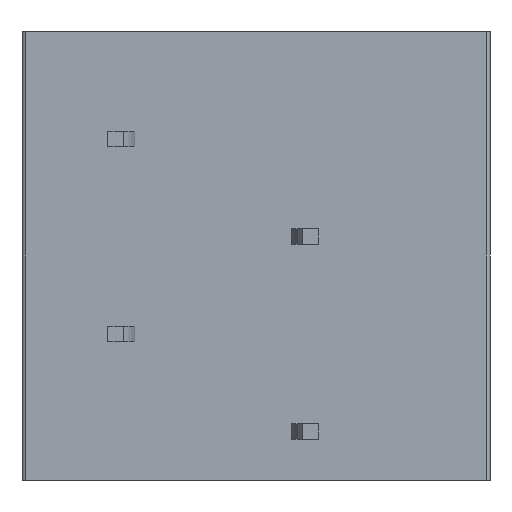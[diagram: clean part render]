
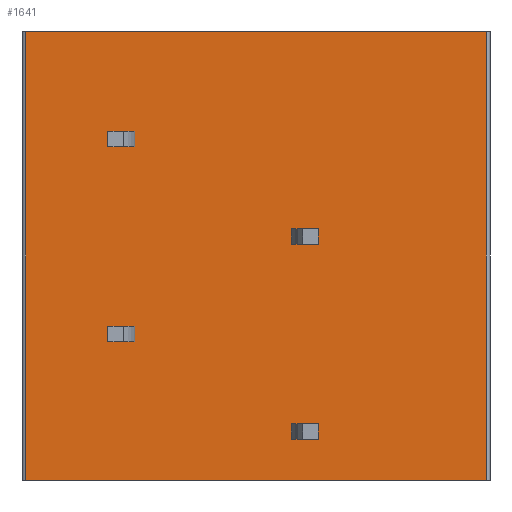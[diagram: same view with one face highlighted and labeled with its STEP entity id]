
A CAD part, front view. The second image highlights one B-rep face of the part: STEP entity #1641.
In plain terms, the highlighted planar face has unit normal (0, -1, 0).
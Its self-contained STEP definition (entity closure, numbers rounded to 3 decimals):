
#42=DIRECTION('',(1.,0.,0.));
#43=VECTOR('',#42,11.8);
#44=CARTESIAN_POINT('',(-5.9,-5.75,-8.75));
#45=LINE('',#44,#43);
#63=DIRECTION('',(0.,0.,-1.));
#64=VECTOR('',#63,11.5);
#65=CARTESIAN_POINT('',(5.9,-5.75,2.75));
#66=LINE('',#65,#64);
#67=DIRECTION('',(0.,0.,-1.));
#68=VECTOR('',#67,11.5);
#69=CARTESIAN_POINT('',(-5.9,-5.75,2.75));
#70=LINE('',#69,#68);
#71=DIRECTION('',(1.,0.,0.));
#72=VECTOR('',#71,0.4);
#73=CARTESIAN_POINT('',(-3.8,-5.75,-0.2));
#74=LINE('',#73,#72);
#75=DIRECTION('',(0.,0.,1.));
#76=VECTOR('',#75,0.4);
#77=CARTESIAN_POINT('',(-3.4,-5.75,-0.2));
#78=LINE('',#77,#76);
#79=DIRECTION('',(1.,0.,0.));
#80=VECTOR('',#79,0.4);
#81=CARTESIAN_POINT('',(-3.8,-5.75,0.2));
#82=LINE('',#81,#80);
#83=DIRECTION('',(0.,0.,1.));
#84=VECTOR('',#83,0.4);
#85=CARTESIAN_POINT('',(-3.8,-5.75,-0.2));
#86=LINE('',#85,#84);
#87=DIRECTION('',(1.,0.,0.));
#88=VECTOR('',#87,0.4);
#89=CARTESIAN_POINT('',(-3.8,-5.75,-5.2));
#90=LINE('',#89,#88);
#91=DIRECTION('',(0.,0.,1.));
#92=VECTOR('',#91,0.4);
#93=CARTESIAN_POINT('',(-3.4,-5.75,-5.2));
#94=LINE('',#93,#92);
#95=DIRECTION('',(1.,0.,0.));
#96=VECTOR('',#95,0.4);
#97=CARTESIAN_POINT('',(-3.8,-5.75,-4.8));
#98=LINE('',#97,#96);
#99=DIRECTION('',(0.,0.,1.));
#100=VECTOR('',#99,0.4);
#101=CARTESIAN_POINT('',(-3.8,-5.75,-5.2));
#102=LINE('',#101,#100);
#103=DIRECTION('',(1.,0.,0.));
#104=VECTOR('',#103,0.4);
#105=CARTESIAN_POINT('',(1.2,-5.75,-2.7));
#106=LINE('',#105,#104);
#107=DIRECTION('',(0.,0.,1.));
#108=VECTOR('',#107,0.4);
#109=CARTESIAN_POINT('',(1.6,-5.75,-2.7));
#110=LINE('',#109,#108);
#111=DIRECTION('',(1.,0.,0.));
#112=VECTOR('',#111,0.4);
#113=CARTESIAN_POINT('',(1.2,-5.75,-2.3));
#114=LINE('',#113,#112);
#115=DIRECTION('',(0.,0.,1.));
#116=VECTOR('',#115,0.4);
#117=CARTESIAN_POINT('',(1.2,-5.75,-2.7));
#118=LINE('',#117,#116);
#119=DIRECTION('',(1.,0.,0.));
#120=VECTOR('',#119,0.4);
#121=CARTESIAN_POINT('',(1.2,-5.75,-7.7));
#122=LINE('',#121,#120);
#123=DIRECTION('',(0.,0.,1.));
#124=VECTOR('',#123,0.4);
#125=CARTESIAN_POINT('',(1.6,-5.75,-7.7));
#126=LINE('',#125,#124);
#127=DIRECTION('',(1.,0.,0.));
#128=VECTOR('',#127,0.4);
#129=CARTESIAN_POINT('',(1.2,-5.75,-7.3));
#130=LINE('',#129,#128);
#131=DIRECTION('',(0.,0.,1.));
#132=VECTOR('',#131,0.4);
#133=CARTESIAN_POINT('',(1.2,-5.75,-7.7));
#134=LINE('',#133,#132);
#165=DIRECTION('',(1.,0.,0.));
#166=VECTOR('',#165,11.8);
#167=CARTESIAN_POINT('',(-5.9,-5.75,2.75));
#168=LINE('',#167,#166);
#1220=CARTESIAN_POINT('',(5.9,-5.75,-8.75));
#1222=VERTEX_POINT('',#1220);
#1223=CARTESIAN_POINT('',(5.9,-5.75,2.75));
#1224=VERTEX_POINT('',#1223);
#1251=CARTESIAN_POINT('',(-5.9,-5.75,-8.75));
#1253=VERTEX_POINT('',#1251);
#1257=CARTESIAN_POINT('',(-5.9,-5.75,2.75));
#1258=VERTEX_POINT('',#1257);
#1283=CARTESIAN_POINT('',(-3.8,-5.75,-0.2));
#1284=CARTESIAN_POINT('',(-3.4,-5.75,-0.2));
#1285=VERTEX_POINT('',#1283);
#1286=VERTEX_POINT('',#1284);
#1287=CARTESIAN_POINT('',(-3.8,-5.75,0.2));
#1288=CARTESIAN_POINT('',(-3.4,-5.75,0.2));
#1289=VERTEX_POINT('',#1287);
#1290=VERTEX_POINT('',#1288);
#1315=CARTESIAN_POINT('',(1.2,-5.75,-2.7));
#1316=CARTESIAN_POINT('',(1.6,-5.75,-2.7));
#1317=VERTEX_POINT('',#1315);
#1318=VERTEX_POINT('',#1316);
#1319=CARTESIAN_POINT('',(1.2,-5.75,-2.3));
#1320=CARTESIAN_POINT('',(1.6,-5.75,-2.3));
#1321=VERTEX_POINT('',#1319);
#1322=VERTEX_POINT('',#1320);
#1473=CARTESIAN_POINT('',(-3.8,-5.75,-5.2));
#1474=CARTESIAN_POINT('',(-3.4,-5.75,-5.2));
#1475=VERTEX_POINT('',#1473);
#1476=VERTEX_POINT('',#1474);
#1477=CARTESIAN_POINT('',(-3.8,-5.75,-4.8));
#1478=CARTESIAN_POINT('',(-3.4,-5.75,-4.8));
#1479=VERTEX_POINT('',#1477);
#1480=VERTEX_POINT('',#1478);
#1505=CARTESIAN_POINT('',(1.2,-5.75,-7.7));
#1506=CARTESIAN_POINT('',(1.6,-5.75,-7.7));
#1507=VERTEX_POINT('',#1505);
#1508=VERTEX_POINT('',#1506);
#1509=CARTESIAN_POINT('',(1.2,-5.75,-7.3));
#1510=CARTESIAN_POINT('',(1.6,-5.75,-7.3));
#1511=VERTEX_POINT('',#1509);
#1512=VERTEX_POINT('',#1510);
#1588=CARTESIAN_POINT('',(-6.,-5.75,-8.75));
#1589=DIRECTION('',(0.,-1.,0.));
#1590=DIRECTION('',(1.,0.,0.));
#1591=AXIS2_PLACEMENT_3D('',#1588,#1589,#1590);
#1592=PLANE('',#1591);
#1593=ORIENTED_EDGE('',*,*,#1580,.T.);
#1594=ORIENTED_EDGE('',*,*,#1536,.F.);
#1596=ORIENTED_EDGE('',*,*,#1595,.F.);
#1598=ORIENTED_EDGE('',*,*,#1597,.T.);
#1599=EDGE_LOOP('',(#1593,#1594,#1596,#1598));
#1600=FACE_OUTER_BOUND('',#1599,.F.);
#1602=ORIENTED_EDGE('',*,*,#1601,.T.);
#1604=ORIENTED_EDGE('',*,*,#1603,.T.);
#1606=ORIENTED_EDGE('',*,*,#1605,.F.);
#1608=ORIENTED_EDGE('',*,*,#1607,.F.);
#1609=EDGE_LOOP('',(#1602,#1604,#1606,#1608));
#1610=FACE_BOUND('',#1609,.F.);
#1612=ORIENTED_EDGE('',*,*,#1611,.T.);
#1614=ORIENTED_EDGE('',*,*,#1613,.T.);
#1616=ORIENTED_EDGE('',*,*,#1615,.F.);
#1618=ORIENTED_EDGE('',*,*,#1617,.F.);
#1619=EDGE_LOOP('',(#1612,#1614,#1616,#1618));
#1620=FACE_BOUND('',#1619,.F.);
#1622=ORIENTED_EDGE('',*,*,#1621,.T.);
#1624=ORIENTED_EDGE('',*,*,#1623,.T.);
#1626=ORIENTED_EDGE('',*,*,#1625,.F.);
#1628=ORIENTED_EDGE('',*,*,#1627,.F.);
#1629=EDGE_LOOP('',(#1622,#1624,#1626,#1628));
#1630=FACE_BOUND('',#1629,.F.);
#1632=ORIENTED_EDGE('',*,*,#1631,.T.);
#1634=ORIENTED_EDGE('',*,*,#1633,.T.);
#1636=ORIENTED_EDGE('',*,*,#1635,.F.);
#1638=ORIENTED_EDGE('',*,*,#1637,.F.);
#1639=EDGE_LOOP('',(#1632,#1634,#1636,#1638));
#1640=FACE_BOUND('',#1639,.F.);
#1641=ADVANCED_FACE('',(#1600,#1610,#1620,#1630,#1640),#1592,.T.);
#1536=EDGE_CURVE('',#1253,#1222,#45,.T.);
#1580=EDGE_CURVE('',#1224,#1222,#66,.T.);
#1595=EDGE_CURVE('',#1258,#1253,#70,.T.);
#1597=EDGE_CURVE('',#1258,#1224,#168,.T.);
#1601=EDGE_CURVE('',#1285,#1286,#74,.T.);
#1603=EDGE_CURVE('',#1286,#1290,#78,.T.);
#1605=EDGE_CURVE('',#1289,#1290,#82,.T.);
#1607=EDGE_CURVE('',#1285,#1289,#86,.T.);
#1611=EDGE_CURVE('',#1475,#1476,#90,.T.);
#1613=EDGE_CURVE('',#1476,#1480,#94,.T.);
#1615=EDGE_CURVE('',#1479,#1480,#98,.T.);
#1617=EDGE_CURVE('',#1475,#1479,#102,.T.);
#1621=EDGE_CURVE('',#1317,#1318,#106,.T.);
#1623=EDGE_CURVE('',#1318,#1322,#110,.T.);
#1625=EDGE_CURVE('',#1321,#1322,#114,.T.);
#1627=EDGE_CURVE('',#1317,#1321,#118,.T.);
#1631=EDGE_CURVE('',#1507,#1508,#122,.T.);
#1633=EDGE_CURVE('',#1508,#1512,#126,.T.);
#1635=EDGE_CURVE('',#1511,#1512,#130,.T.);
#1637=EDGE_CURVE('',#1507,#1511,#134,.T.);
